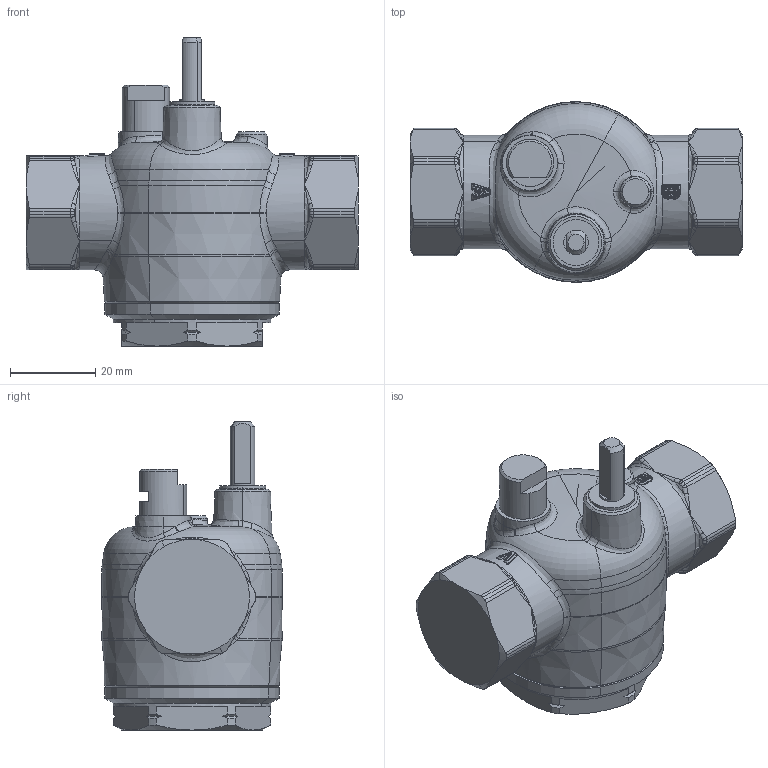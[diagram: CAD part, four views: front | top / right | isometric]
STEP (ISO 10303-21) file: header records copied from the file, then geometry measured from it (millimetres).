
FILE_DESCRIPTION(('CATIA V5 STEP Exchange','CAx-IF Rec.Pracs.--- Model Styling and Organization---1.4--- 2014-01-23','CAx-IF Rec.Pracs.---3D Tessellated Data Validation Properties---0.5---2014-09-14'),'2;1');
FILE_NAME('STEP_Z300411_-_TST.stp','2022-04-01T11:46:28+00:00',('none'),('none'),'CATIA Version 5-6 Release 2019 SP3','CATIA V5 STEP AP242 v1','none');
FILE_SCHEMA(('AP242_MANAGED_MODEL_BASED_3D_ENGINEERING_MIM_LF {1 0 10303 442 1 1 4}'));
Length unit declared in the file: millimetre
Products named in the file (1): Z300411 -TST
Bounding box: 78 x 42.5 x 72.4 mm (x, y, z)
Volume: 87693.1 mm3; surface area: 13279.1 mm2
Topology: 1 solids, 1 shells, 495 faces, 1187 edges, 665 vertices
Faces by surface type: bspline 173, cylinder 107, cone 88, plane 69, torus 50, sphere 8
Entity records: 23796 total; most frequent: CARTESIAN_POINT 14939, ORIENTED_EDGE 2300, EDGE_CURVE 1150, DIRECTION 945, VERTEX_POINT 665, B_SPLINE_CURVE_WITH_KNOTS 615, EDGE_LOOP 503, AXIS2_PLACEMENT_3D 499
